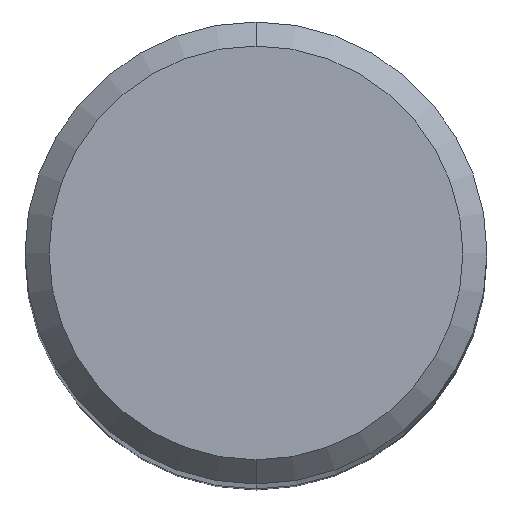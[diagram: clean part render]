
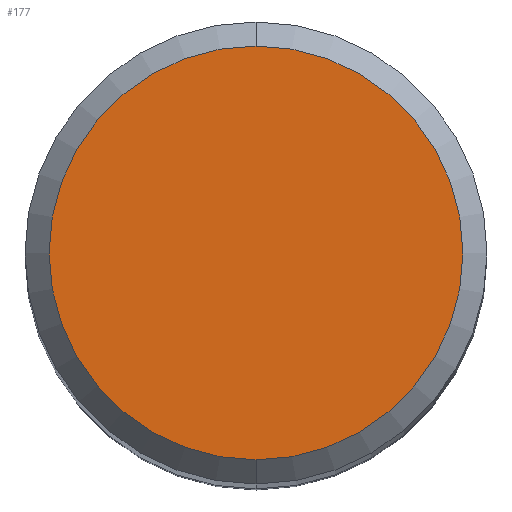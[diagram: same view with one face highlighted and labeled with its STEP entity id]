
A CAD part, top view. The second image highlights one B-rep face of the part: STEP entity #177.
In plain terms, the highlighted planar face has unit normal (0, 0, 1).
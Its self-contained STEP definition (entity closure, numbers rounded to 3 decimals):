
#177=ADVANCED_FACE('',(#413),#414,.T.);
#183=EDGE_CURVE('',#323,#307,#420,.T.);
#269=EDGE_CURVE('',#307,#323,#516,.T.);
#307=VERTEX_POINT('',#558);
#323=VERTEX_POINT('',#576);
#413=FACE_OUTER_BOUND('',#679,.T.);
#414=PLANE('',#680);
#420=CIRCLE('',#689,4.3);
#516=CIRCLE('',#809,4.3);
#558=CARTESIAN_POINT('',(0.0,4.3,0.0));
#576=CARTESIAN_POINT('',(0.,-4.3,0.0));
#679=EDGE_LOOP('',(#992,#993));
#680=AXIS2_PLACEMENT_3D('',#994,#995,#996);
#689=AXIS2_PLACEMENT_3D('',#1003,#1004,#1005);
#809=AXIS2_PLACEMENT_3D('',#1121,#1122,#1123);
#992=ORIENTED_EDGE('',*,*,#269,.F.);
#993=ORIENTED_EDGE('',*,*,#183,.F.);
#994=CARTESIAN_POINT('',(0.0,2.15,0.0));
#995=DIRECTION('',(-0.0,0.0,1.0));
#996=DIRECTION('',(0.0,-1.0,0.0));
#1003=CARTESIAN_POINT('',(0.0,0.0,0.0));
#1004=DIRECTION('',(0.0,0.0,-1.0));
#1005=DIRECTION('',(0.0,1.0,0.0));
#1121=CARTESIAN_POINT('',(0.0,0.0,0.0));
#1122=DIRECTION('',(0.0,0.0,-1.0));
#1123=DIRECTION('',(0.0,1.0,0.0));
